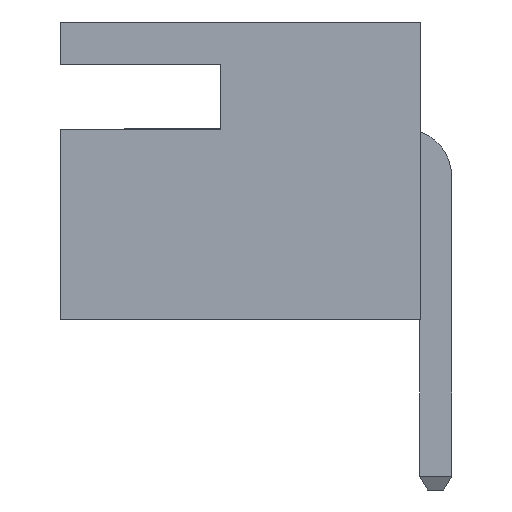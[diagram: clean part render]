
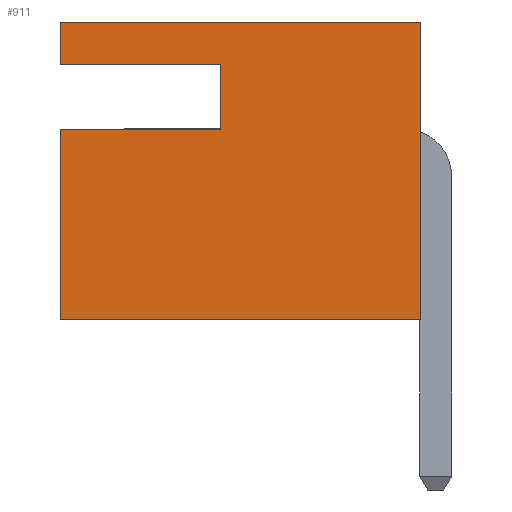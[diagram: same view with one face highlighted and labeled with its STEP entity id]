
A CAD part, left-side view. The second image highlights one B-rep face of the part: STEP entity #911.
In plain terms, the highlighted planar face has unit normal (-1, 0, 0).
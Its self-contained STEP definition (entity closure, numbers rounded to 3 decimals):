
#911=ADVANCED_FACE('',(#1756),#1758,.T.);
#1756=FACE_BOUND('',#1757,.T.);
#1757=EDGE_LOOP('',(#2450,#2451,#2452,#2453,#2454,#2455,#2456,#2457));
#1758=PLANE('',#1759);
#1759=AXIS2_PLACEMENT_3D('',#1760,#1761,#1762);
#1760=CARTESIAN_POINT('',(-2.55,0.,0.));
#1761=DIRECTION('',(-1.,0.,0.));
#1762=DIRECTION('',(0.,0.,-1.));
#2450=ORIENTED_EDGE('',*,*,#2901,.T.);
#2451=ORIENTED_EDGE('',*,*,#2902,.T.);
#2452=ORIENTED_EDGE('',*,*,#2777,.T.);
#2453=ORIENTED_EDGE('',*,*,#2903,.T.);
#2454=ORIENTED_EDGE('',*,*,#2737,.T.);
#2455=ORIENTED_EDGE('',*,*,#2900,.T.);
#2456=ORIENTED_EDGE('',*,*,#2904,.T.);
#2457=ORIENTED_EDGE('',*,*,#2905,.T.);
#2737=EDGE_CURVE('',#3084,#3082,#3085,.T.);
#2777=EDGE_CURVE('',#3154,#3152,#3155,.T.);
#2900=EDGE_CURVE('',#3082,#3342,#3344,.T.);
#2901=EDGE_CURVE('',#3345,#3346,#3347,.F.);
#2902=EDGE_CURVE('',#3346,#3154,#3348,.T.);
#2903=EDGE_CURVE('',#3152,#3084,#3349,.T.);
#2904=EDGE_CURVE('',#3342,#3350,#3351,.F.);
#2905=EDGE_CURVE('',#3350,#3345,#3352,.F.);
#3082=VERTEX_POINT('',#3669);
#3084=VERTEX_POINT('',#3673);
#3085=LINE('',#3674,#3675);
#3152=VERTEX_POINT('',#3819);
#3154=VERTEX_POINT('',#3823);
#3155=LINE('',#3824,#3825);
#3342=VERTEX_POINT('',#4255);
#3344=LINE('',#4259,#4260);
#3345=VERTEX_POINT('',#4262);
#3346=VERTEX_POINT('',#4263);
#3347=LINE('',#4264,#4265);
#3348=LINE('',#4267,#4268);
#3349=LINE('',#4270,#4271);
#3350=VERTEX_POINT('',#4273);
#3351=LINE('',#4274,#4275);
#3352=LINE('',#4277,#4278);
#3669=CARTESIAN_POINT('',(-2.55,7.5,5.95));
#3673=CARTESIAN_POINT('',(-2.55,0.3,5.95));
#3674=CARTESIAN_POINT('',(-2.55,0.3,5.95));
#3675=VECTOR('',#3676,1.);
#3676=DIRECTION('',(0.,1.,0.));
#3819=CARTESIAN_POINT('',(-2.55,0.3,0.));
#3823=CARTESIAN_POINT('',(-2.55,7.5,0.));
#3824=CARTESIAN_POINT('',(-2.55,7.5,0.));
#3825=VECTOR('',#3826,1.);
#3826=DIRECTION('',(0.,-1.,0.));
#4255=CARTESIAN_POINT('',(-2.55,7.5,5.1));
#4259=CARTESIAN_POINT('',(-2.55,7.5,5.95));
#4260=VECTOR('',#4261,1.);
#4261=DIRECTION('',(0.,0.,-1.));
#4262=CARTESIAN_POINT('',(-2.55,4.3,3.8));
#4263=CARTESIAN_POINT('',(-2.55,7.5,3.8));
#4264=CARTESIAN_POINT('',(-2.55,7.5,3.8));
#4265=VECTOR('',#4266,1.);
#4266=DIRECTION('',(0.,-1.,0.));
#4267=CARTESIAN_POINT('',(-2.55,7.5,3.8));
#4268=VECTOR('',#4269,1.);
#4269=DIRECTION('',(0.,0.,-1.));
#4270=CARTESIAN_POINT('',(-2.55,0.3,0.));
#4271=VECTOR('',#4272,1.);
#4272=DIRECTION('',(0.,0.,1.));
#4273=CARTESIAN_POINT('',(-2.55,4.3,5.1));
#4274=CARTESIAN_POINT('',(-2.55,4.3,5.1));
#4275=VECTOR('',#4276,1.);
#4276=DIRECTION('',(0.,1.,0.));
#4277=CARTESIAN_POINT('',(-2.55,4.3,3.8));
#4278=VECTOR('',#4279,1.);
#4279=DIRECTION('',(0.,0.,1.));
